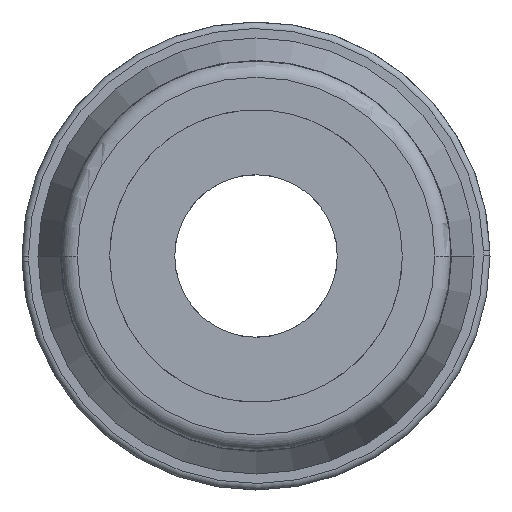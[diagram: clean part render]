
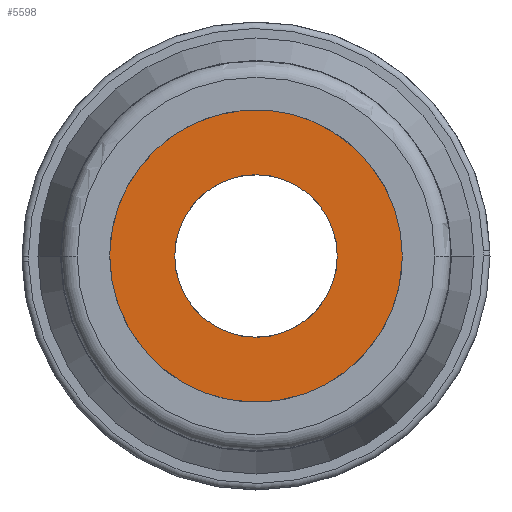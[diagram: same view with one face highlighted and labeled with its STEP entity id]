
A CAD part, front view. The second image highlights one B-rep face of the part: STEP entity #5598.
In plain terms, the highlighted planar face has unit normal (0, -1, 0).
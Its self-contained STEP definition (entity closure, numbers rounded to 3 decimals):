
#934=CARTESIAN_POINT('Axis2P3D Location',(0.,-12.6,0.)) ;
#938=CARTESIAN_POINT('Vertex',(-5.1,-12.6,0.)) ;
#940=CARTESIAN_POINT('Vertex',(5.1,-12.6,0.)) ;
#966=CARTESIAN_POINT('Axis2P3D Location',(0.,-12.6,0.)) ;
#5529=CARTESIAN_POINT('Axis2P3D Location',(0.,-12.6,0.)) ;
#5533=CARTESIAN_POINT('Vertex',(2.5,-12.6,0.)) ;
#5535=CARTESIAN_POINT('Vertex',(-2.5,-12.6,0.)) ;
#5561=CARTESIAN_POINT('Axis2P3D Location',(0.,-12.6,0.)) ;
#5574=CARTESIAN_POINT('Axis2P3D Location',(0.,-12.6,0.)) ;
#935=DIRECTION('Axis2P3D Direction',(0.,-1.,0.)) ;
#967=DIRECTION('Axis2P3D Direction',(0.,-1.,0.)) ;
#5530=DIRECTION('Axis2P3D Direction',(0.,-1.,0.)) ;
#5562=DIRECTION('Axis2P3D Direction',(0.,-1.,0.)) ;
#5575=DIRECTION('Axis2P3D Direction',(-0.,1.,0.)) ;
#5576=DIRECTION('Axis2P3D XDirection',(1.,0.,0.)) ;
#936=AXIS2_PLACEMENT_3D('Circle Axis2P3D',#934,#935,$) ;
#968=AXIS2_PLACEMENT_3D('Circle Axis2P3D',#966,#967,$) ;
#5531=AXIS2_PLACEMENT_3D('Circle Axis2P3D',#5529,#5530,$) ;
#5563=AXIS2_PLACEMENT_3D('Circle Axis2P3D',#5561,#5562,$) ;
#5577=AXIS2_PLACEMENT_3D('Plane Axis2P3D',#5574,#5575,#5576) ;
#5591=ORIENTED_EDGE('',*,*,#942,.T.) ;
#5592=ORIENTED_EDGE('',*,*,#970,.T.) ;
#5595=ORIENTED_EDGE('',*,*,#5565,.T.) ;
#5596=ORIENTED_EDGE('',*,*,#5537,.T.) ;
#5597=FACE_BOUND('',#5594,.T.) ;
#5598=ADVANCED_FACE('MANIFOLD_SOLID_BREP #1347',(#5593,#5597),#5578,.F.) ;
#937=CIRCLE('generated circle',#936,5.1) ;
#969=CIRCLE('generated circle',#968,5.1) ;
#5532=CIRCLE('generated circle',#5531,2.5) ;
#5564=CIRCLE('generated circle',#5563,2.5) ;
#942=EDGE_CURVE('',#939,#941,#937,.T.) ;
#970=EDGE_CURVE('',#941,#939,#969,.T.) ;
#5537=EDGE_CURVE('',#5534,#5536,#5532,.F.) ;
#5565=EDGE_CURVE('',#5536,#5534,#5564,.F.) ;
#5590=EDGE_LOOP('',(#5591,#5592)) ;
#5594=EDGE_LOOP('',(#5595,#5596)) ;
#5593=FACE_OUTER_BOUND('',#5590,.T.) ;
#5578=PLANE('',#5577) ;
#939=VERTEX_POINT('',#938) ;
#941=VERTEX_POINT('',#940) ;
#5534=VERTEX_POINT('',#5533) ;
#5536=VERTEX_POINT('',#5535) ;
